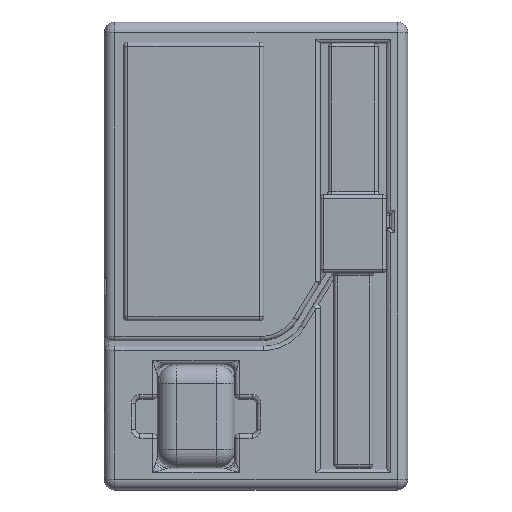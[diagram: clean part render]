
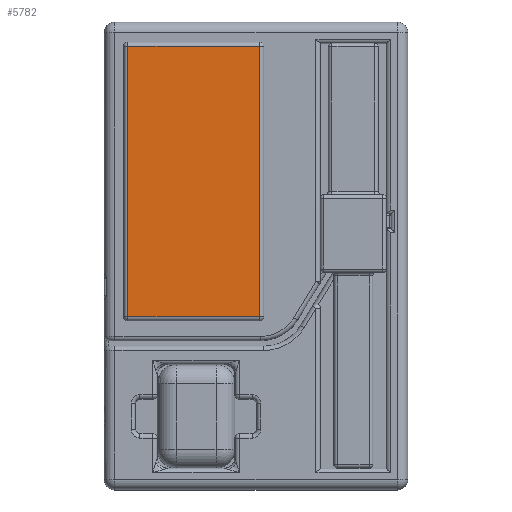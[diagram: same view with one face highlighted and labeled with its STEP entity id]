
A CAD part, top view. The second image highlights one B-rep face of the part: STEP entity #5782.
In plain terms, the highlighted planar face has unit normal (0, 0, 1).
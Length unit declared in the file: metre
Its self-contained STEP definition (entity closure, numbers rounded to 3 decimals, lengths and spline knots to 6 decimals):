
#547=LINE('',#9512,#970);
#548=LINE('',#9515,#971);
#549=LINE('',#9517,#972);
#550=LINE('',#9519,#973);
#970=VECTOR('',#7525,1.);
#971=VECTOR('',#7526,1.);
#972=VECTOR('',#7527,1.);
#973=VECTOR('',#7528,1.);
#1741=ORIENTED_EDGE('',*,*,#3261,.T.);
#1742=ORIENTED_EDGE('',*,*,#3262,.T.);
#1743=ORIENTED_EDGE('',*,*,#3263,.T.);
#1744=ORIENTED_EDGE('',*,*,#3264,.T.);
#3261=EDGE_CURVE('',#4028,#4029,#547,.F.);
#3262=EDGE_CURVE('',#4029,#4030,#548,.T.);
#3263=EDGE_CURVE('',#4030,#4031,#549,.T.);
#3264=EDGE_CURVE('',#4031,#4028,#550,.F.);
#4028=VERTEX_POINT('',#9513);
#4029=VERTEX_POINT('',#9514);
#4030=VERTEX_POINT('',#9516);
#4031=VERTEX_POINT('',#9518);
#4872=EDGE_LOOP('',(#1741,#1742,#1743,#1744));
#5281=FACE_BOUND('',#4872,.T.);
#5601=PLANE('',#6370);
#5782=ADVANCED_FACE('',(#5281),#5601,.T.);
#6370=AXIS2_PLACEMENT_3D('',#9511,#7523,#7524);
#7523=DIRECTION('',(0.,0.,1.));
#7524=DIRECTION('',(1.,0.,0.));
#7525=DIRECTION('',(0.,-1.,0.));
#7526=DIRECTION('',(-1.,0.,0.));
#7527=DIRECTION('',(0.,-1.,0.));
#7528=DIRECTION('',(-1.,0.,0.));
#9511=CARTESIAN_POINT('',(0.,0.,0.0127));
#9512=CARTESIAN_POINT('',(0.038735,0.,0.0127));
#9513=CARTESIAN_POINT('',(0.038735,-0.079375,0.0127));
#9514=CARTESIAN_POINT('',(0.038735,0.079375,0.0127));
#9515=CARTESIAN_POINT('',(-0.041275,0.079375,0.0127));
#9516=CARTESIAN_POINT('',(-0.038735,0.079375,0.0127));
#9517=CARTESIAN_POINT('',(-0.038735,-0.081915,0.0127));
#9518=CARTESIAN_POINT('',(-0.038735,-0.079375,0.0127));
#9519=CARTESIAN_POINT('',(0.,-0.079375,0.0127));
